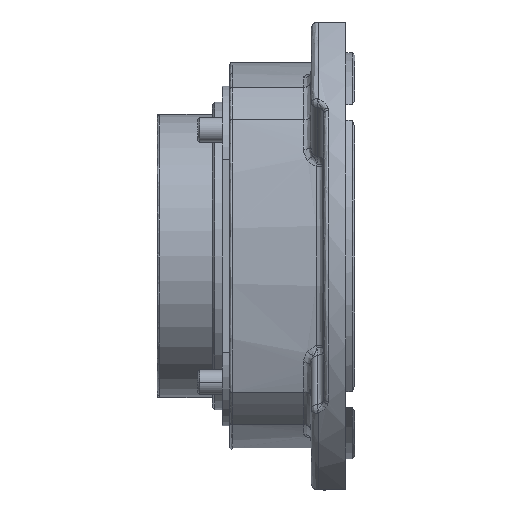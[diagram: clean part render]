
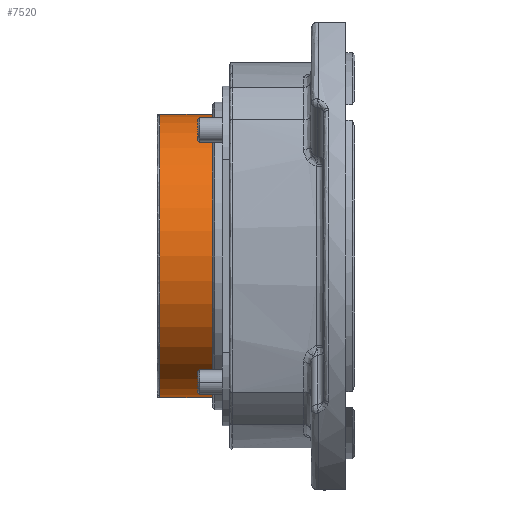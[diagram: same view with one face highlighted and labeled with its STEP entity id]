
A CAD part, front view. The second image highlights one B-rep face of the part: STEP entity #7520.
In plain terms, the highlighted cylindrical face has radius 57.5 mm (diameter 115 mm), a partial arc.
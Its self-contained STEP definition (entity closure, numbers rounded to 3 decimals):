
#27 = CARTESIAN_POINT ( 'NONE',  ( -75.53, 0., 0. ) ) ;
#220 = CYLINDRICAL_SURFACE ( 'NONE', #12145, 57.5 ) ;
#299 = CARTESIAN_POINT ( 'NONE',  ( 0., 0., 0. ) ) ;
#812 = ORIENTED_EDGE ( 'NONE', *, *, #8007, .T. ) ;
#1557 = LINE ( 'NONE', #10164, #8528 ) ;
#1922 = ORIENTED_EDGE ( 'NONE', *, *, #3072, .F. ) ;
#2808 = EDGE_CURVE ( 'NONE', #3449, #7872, #10918, .T. ) ;
#3010 = DIRECTION ( 'NONE',  ( -1., 0., 0. ) ) ;
#3072 = EDGE_CURVE ( 'NONE', #7561, #3460, #1557, .T. ) ;
#3449 = VERTEX_POINT ( 'NONE', #4009 ) ;
#3460 = VERTEX_POINT ( 'NONE', #5285 ) ;
#4009 = CARTESIAN_POINT ( 'NONE',  ( -54.03, 0., 57.5 ) ) ;
#4569 = DIRECTION ( 'NONE',  ( 0., 0., 1. ) ) ;
#5236 = FACE_OUTER_BOUND ( 'NONE', #6794, .T. ) ;
#5285 = CARTESIAN_POINT ( 'NONE',  ( -75.53, 0., -57.5 ) ) ;
#5767 = CIRCLE ( 'NONE', #7802, 57.5 ) ;
#6794 = EDGE_LOOP ( 'NONE', ( #1922, #7474, #13853, #812 ) ) ;
#7163 = DIRECTION ( 'NONE',  ( -1., 0., 0. ) ) ;
#7474 = ORIENTED_EDGE ( 'NONE', *, *, #11128, .T. ) ;
#7520 = ADVANCED_FACE ( 'NONE', ( #5236 ), #220, .T. ) ;
#7561 = VERTEX_POINT ( 'NONE', #14811 ) ;
#7782 = DIRECTION ( 'NONE',  ( 0., 0., 1. ) ) ;
#7802 = AXIS2_PLACEMENT_3D ( 'NONE', #27, #13106, #4569 ) ;
#7861 = DIRECTION ( 'NONE',  ( 0., 0., 1. ) ) ;
#7872 = VERTEX_POINT ( 'NONE', #8492 ) ;
#8007 = EDGE_CURVE ( 'NONE', #7872, #3460, #5767, .T. ) ;
#8492 = CARTESIAN_POINT ( 'NONE',  ( -75.53, 0., 57.5 ) ) ;
#8528 = VECTOR ( 'NONE', #8814, 1000. ) ;
#8644 = AXIS2_PLACEMENT_3D ( 'NONE', #15199, #9515, #7861 ) ;
#8814 = DIRECTION ( 'NONE',  ( -1., 0., 0. ) ) ;
#9515 = DIRECTION ( 'NONE',  ( -1., 0., 0. ) ) ;
#10164 = CARTESIAN_POINT ( 'NONE',  ( 0., 0., -57.5 ) ) ;
#10427 = CIRCLE ( 'NONE', #8644, 57.5 ) ;
#10918 = LINE ( 'NONE', #13238, #11921 ) ;
#11128 = EDGE_CURVE ( 'NONE', #7561, #3449, #10427, .T. ) ;
#11921 = VECTOR ( 'NONE', #7163, 1000. ) ;
#12145 = AXIS2_PLACEMENT_3D ( 'NONE', #299, #3010, #7782 ) ;
#13106 = DIRECTION ( 'NONE',  ( 1., 0., 0. ) ) ;
#13238 = CARTESIAN_POINT ( 'NONE',  ( 0., 0., 57.5 ) ) ;
#13853 = ORIENTED_EDGE ( 'NONE', *, *, #2808, .T. ) ;
#14811 = CARTESIAN_POINT ( 'NONE',  ( -54.03, 0., -57.5 ) ) ;
#15199 = CARTESIAN_POINT ( 'NONE',  ( -54.03, 0., 0. ) ) ;
